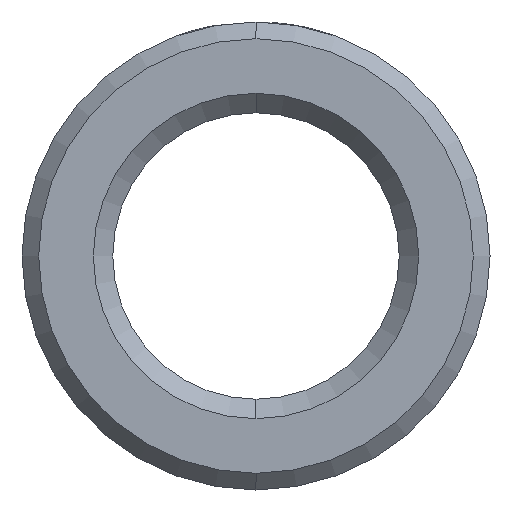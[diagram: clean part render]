
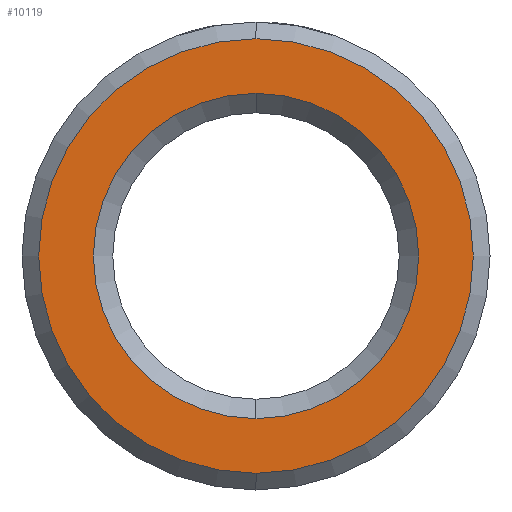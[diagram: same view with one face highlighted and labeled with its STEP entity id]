
A CAD part, left-side view. The second image highlights one B-rep face of the part: STEP entity #10119.
In plain terms, the highlighted planar face has unit normal (-1, 0, 0).
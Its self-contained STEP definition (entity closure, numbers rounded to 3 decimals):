
#457 = CARTESIAN_POINT ( 'NONE',  ( 0., 0., 0. ) ) ;
#767 = VERTEX_POINT ( 'NONE', #10114 ) ;
#814 = ORIENTED_EDGE ( 'NONE', *, *, #4322, .T. ) ;
#835 = AXIS2_PLACEMENT_3D ( 'NONE', #457, #11346, #8890 ) ;
#862 = AXIS2_PLACEMENT_3D ( 'NONE', #5113, #14770, #2796 ) ;
#1064 = AXIS2_PLACEMENT_3D ( 'NONE', #10932, #12338, #1410 ) ;
#1410 = DIRECTION ( 'NONE',  ( 0., 0., -1. ) ) ;
#2650 = PLANE ( 'NONE',  #15097 ) ;
#2796 = DIRECTION ( 'NONE',  ( 0., 0., -1. ) ) ;
#2883 = EDGE_LOOP ( 'NONE', ( #11935, #6667 ) ) ;
#4240 = EDGE_LOOP ( 'NONE', ( #814, #5020 ) ) ;
#4322 = EDGE_CURVE ( 'NONE', #10548, #767, #8780, .T. ) ;
#4506 = CARTESIAN_POINT ( 'NONE',  ( 0., 0., 4.865 ) ) ;
#5020 = ORIENTED_EDGE ( 'NONE', *, *, #8939, .T. ) ;
#5113 = CARTESIAN_POINT ( 'NONE',  ( 0., 0., 0. ) ) ;
#5708 = VERTEX_POINT ( 'NONE', #4506 ) ;
#6068 = EDGE_CURVE ( 'NONE', #9673, #5708, #13237, .T. ) ;
#6549 = FACE_BOUND ( 'NONE', #2883, .T. ) ;
#6667 = ORIENTED_EDGE ( 'NONE', *, *, #6068, .T. ) ;
#7679 = DIRECTION ( 'NONE',  ( 0., 0., -1. ) ) ;
#7998 = CARTESIAN_POINT ( 'NONE',  ( 0., 0., -6.5 ) ) ;
#8780 = CIRCLE ( 'NONE', #1064, 6.5 ) ;
#8849 = CARTESIAN_POINT ( 'NONE',  ( 0., 0., -4.865 ) ) ;
#8890 = DIRECTION ( 'NONE',  ( 0., 0., -1. ) ) ;
#8939 = EDGE_CURVE ( 'NONE', #767, #10548, #13337, .T. ) ;
#9059 = CIRCLE ( 'NONE', #835, 4.865 ) ;
#9673 = VERTEX_POINT ( 'NONE', #8849 ) ;
#9675 = DIRECTION ( 'NONE',  ( 1., 0., 0. ) ) ;
#9749 = FACE_OUTER_BOUND ( 'NONE', #4240, .T. ) ;
#10114 = CARTESIAN_POINT ( 'NONE',  ( 0., 0., 6.5 ) ) ;
#10119 = ADVANCED_FACE ( 'NONE', ( #9749, #6549 ), #2650, .F. ) ;
#10361 = AXIS2_PLACEMENT_3D ( 'NONE', #11812, #9675, #13129 ) ;
#10548 = VERTEX_POINT ( 'NONE', #7998 ) ;
#10932 = CARTESIAN_POINT ( 'NONE',  ( 0., 0., 0. ) ) ;
#11346 = DIRECTION ( 'NONE',  ( 1., 0., 0. ) ) ;
#11812 = CARTESIAN_POINT ( 'NONE',  ( 0., 0., 0. ) ) ;
#11935 = ORIENTED_EDGE ( 'NONE', *, *, #15453, .T. ) ;
#12338 = DIRECTION ( 'NONE',  ( -1., 0., 0. ) ) ;
#13129 = DIRECTION ( 'NONE',  ( 0., 0., -1. ) ) ;
#13237 = CIRCLE ( 'NONE', #10361, 4.865 ) ;
#13337 = CIRCLE ( 'NONE', #862, 6.5 ) ;
#14444 = CARTESIAN_POINT ( 'NONE',  ( 0., 0., 0. ) ) ;
#14770 = DIRECTION ( 'NONE',  ( -1., 0., 0. ) ) ;
#14881 = DIRECTION ( 'NONE',  ( 1., 0., 0. ) ) ;
#15097 = AXIS2_PLACEMENT_3D ( 'NONE', #14444, #14881, #7679 ) ;
#15453 = EDGE_CURVE ( 'NONE', #5708, #9673, #9059, .T. ) ;
